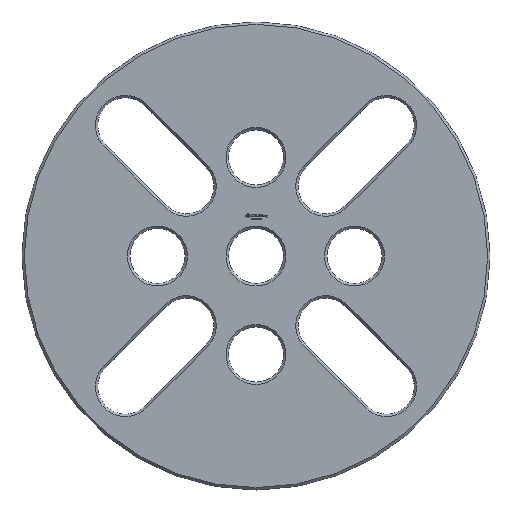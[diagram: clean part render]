
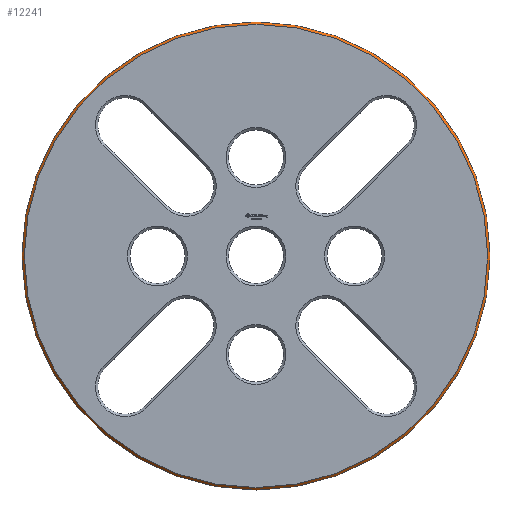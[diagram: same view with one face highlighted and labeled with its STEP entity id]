
A CAD part, top view. The second image highlights one B-rep face of the part: STEP entity #12241.
In plain terms, the highlighted conical face has half-angle 45 degrees and reference radius 29.688 mm.
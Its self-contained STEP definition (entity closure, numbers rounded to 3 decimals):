
#21 = EDGE_CURVE('',#22,#22,#24,.T.);
#22 = VERTEX_POINT('',#23);
#23 = CARTESIAN_POINT('',(29.388,0.,3.125));
#24 = SURFACE_CURVE('',#25,(#30,#42),.PCURVE_S1.);
#25 = CIRCLE('',#26,29.388);
#26 = AXIS2_PLACEMENT_3D('',#27,#28,#29);
#27 = CARTESIAN_POINT('',(0.,0.,3.125));
#28 = DIRECTION('',(0.,0.,-1.));
#29 = DIRECTION('',(1.,0.,0.));
#30 = PCURVE('',#31,#36);
#31 = PLANE('',#32);
#32 = AXIS2_PLACEMENT_3D('',#33,#34,#35);
#33 = CARTESIAN_POINT('',(0.,0.,3.125));
#34 = DIRECTION('',(0.,0.,-1.));
#35 = DIRECTION('',(1.,0.,0.));
#36 = DEFINITIONAL_REPRESENTATION('',(#37),#41);
#37 = CIRCLE('',#38,29.388);
#38 = AXIS2_PLACEMENT_2D('',#39,#40);
#39 = CARTESIAN_POINT('',(0.,0.));
#40 = DIRECTION('',(1.,0.));
#41 = ( GEOMETRIC_REPRESENTATION_CONTEXT(2) 
PARAMETRIC_REPRESENTATION_CONTEXT() REPRESENTATION_CONTEXT('2D SPACE',''
  ) );
#42 = PCURVE('',#43,#48);
#43 = CONICAL_SURFACE('',#44,29.688,0.785);
#44 = AXIS2_PLACEMENT_3D('',#45,#46,#47);
#45 = CARTESIAN_POINT('',(0.,0.,2.825));
#46 = DIRECTION('',(0.,0.,-1.));
#47 = DIRECTION('',(1.,0.,0.));
#48 = DEFINITIONAL_REPRESENTATION('',(#49),#53);
#49 = LINE('',#50,#51);
#50 = CARTESIAN_POINT('',(0.,-0.3));
#51 = VECTOR('',#52,1.);
#52 = DIRECTION('',(1.,-0.));
#53 = ( GEOMETRIC_REPRESENTATION_CONTEXT(2) 
PARAMETRIC_REPRESENTATION_CONTEXT() REPRESENTATION_CONTEXT('2D SPACE',''
  ) );
#12241 = ADVANCED_FACE('',(#12242),#43,.T.);
#12242 = FACE_BOUND('',#12243,.F.);
#12243 = EDGE_LOOP('',(#12244,#12273,#12294,#12295));
#12244 = ORIENTED_EDGE('',*,*,#12245,.T.);
#12245 = EDGE_CURVE('',#12246,#12246,#12248,.T.);
#12246 = VERTEX_POINT('',#12247);
#12247 = CARTESIAN_POINT('',(29.688,0.,2.825));
#12248 = SURFACE_CURVE('',#12249,(#12254,#12261),.PCURVE_S1.);
#12249 = CIRCLE('',#12250,29.688);
#12250 = AXIS2_PLACEMENT_3D('',#12251,#12252,#12253);
#12251 = CARTESIAN_POINT('',(0.,0.,2.825));
#12252 = DIRECTION('',(0.,0.,-1.));
#12253 = DIRECTION('',(1.,0.,0.));
#12254 = PCURVE('',#43,#12255);
#12255 = DEFINITIONAL_REPRESENTATION('',(#12256),#12260);
#12256 = LINE('',#12257,#12258);
#12257 = CARTESIAN_POINT('',(0.,-0.));
#12258 = VECTOR('',#12259,1.);
#12259 = DIRECTION('',(1.,-0.));
#12260 = ( GEOMETRIC_REPRESENTATION_CONTEXT(2) 
PARAMETRIC_REPRESENTATION_CONTEXT() REPRESENTATION_CONTEXT('2D SPACE',''
  ) );
#12261 = PCURVE('',#12262,#12267);
#12262 = CYLINDRICAL_SURFACE('',#12263,29.688);
#12263 = AXIS2_PLACEMENT_3D('',#12264,#12265,#12266);
#12264 = CARTESIAN_POINT('',(0.,0.,2.325));
#12265 = DIRECTION('',(0.,0.,1.));
#12266 = DIRECTION('',(1.,0.,0.));
#12267 = DEFINITIONAL_REPRESENTATION('',(#12268),#12272);
#12268 = LINE('',#12269,#12270);
#12269 = CARTESIAN_POINT('',(-0.,0.5));
#12270 = VECTOR('',#12271,1.);
#12271 = DIRECTION('',(-1.,0.));
#12272 = ( GEOMETRIC_REPRESENTATION_CONTEXT(2) 
PARAMETRIC_REPRESENTATION_CONTEXT() REPRESENTATION_CONTEXT('2D SPACE',''
  ) );
#12273 = ORIENTED_EDGE('',*,*,#12274,.T.);
#12274 = EDGE_CURVE('',#12246,#22,#12275,.T.);
#12275 = SEAM_CURVE('',#12276,(#12280,#12287),.PCURVE_S1.);
#12276 = LINE('',#12277,#12278);
#12277 = CARTESIAN_POINT('',(29.688,0.,2.825));
#12278 = VECTOR('',#12279,1.);
#12279 = DIRECTION('',(-0.707,0.,
    0.707));
#12280 = PCURVE('',#43,#12281);
#12281 = DEFINITIONAL_REPRESENTATION('',(#12282),#12286);
#12282 = LINE('',#12283,#12284);
#12283 = CARTESIAN_POINT('',(0.,-0.));
#12284 = VECTOR('',#12285,1.);
#12285 = DIRECTION('',(0.,-1.));
#12286 = ( GEOMETRIC_REPRESENTATION_CONTEXT(2) 
PARAMETRIC_REPRESENTATION_CONTEXT() REPRESENTATION_CONTEXT('2D SPACE',''
  ) );
#12287 = PCURVE('',#43,#12288);
#12288 = DEFINITIONAL_REPRESENTATION('',(#12289),#12293);
#12289 = LINE('',#12290,#12291);
#12290 = CARTESIAN_POINT('',(6.283,-0.));
#12291 = VECTOR('',#12292,1.);
#12292 = DIRECTION('',(0.,-1.));
#12293 = ( GEOMETRIC_REPRESENTATION_CONTEXT(2) 
PARAMETRIC_REPRESENTATION_CONTEXT() REPRESENTATION_CONTEXT('2D SPACE',''
  ) );
#12294 = ORIENTED_EDGE('',*,*,#21,.F.);
#12295 = ORIENTED_EDGE('',*,*,#12274,.F.);
